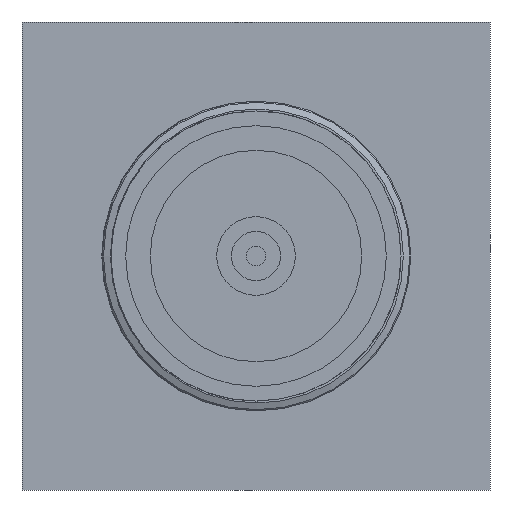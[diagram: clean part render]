
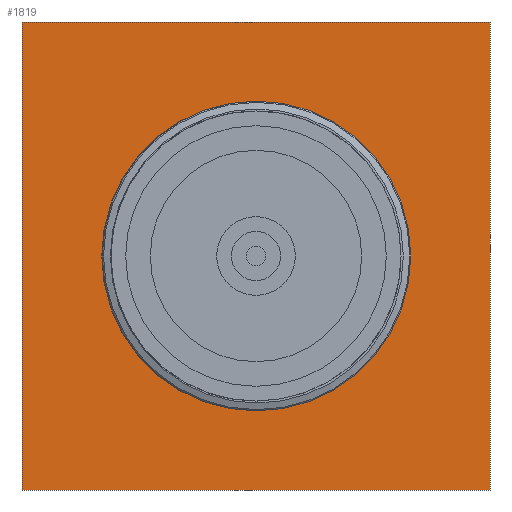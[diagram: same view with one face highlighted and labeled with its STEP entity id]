
A CAD part, left-side view. The second image highlights one B-rep face of the part: STEP entity #1819.
In plain terms, the highlighted planar face has unit normal (-1, 0, 0).
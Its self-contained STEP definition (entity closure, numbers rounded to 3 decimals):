
#1799 = VERTEX_POINT('',#1800);
#1800 = CARTESIAN_POINT('',(-6.56,-3.,1.2));
#1808 = EDGE_CURVE('',#1799,#1799,#1809,.T.);
#1809 = CIRCLE('',#1810,3.);
#1810 = AXIS2_PLACEMENT_3D('',#1811,#1812,#1813);
#1811 = CARTESIAN_POINT('',(-6.56,0.,1.2));
#1812 = DIRECTION('',(-1.,0.,0.));
#1813 = DIRECTION('',(0.,-1.,0.));
#1819 = ADVANCED_FACE('',(#1820,#1854),#1857,.T.);
#1820 = FACE_BOUND('',#1821,.T.);
#1821 = EDGE_LOOP('',(#1822,#1832,#1840,#1848));
#1822 = ORIENTED_EDGE('',*,*,#1823,.T.);
#1823 = EDGE_CURVE('',#1824,#1826,#1828,.T.);
#1824 = VERTEX_POINT('',#1825);
#1825 = CARTESIAN_POINT('',(-6.56,4.76,-3.56));
#1826 = VERTEX_POINT('',#1827);
#1827 = CARTESIAN_POINT('',(-6.56,-4.76,-3.56));
#1828 = LINE('',#1829,#1830);
#1829 = CARTESIAN_POINT('',(-6.56,4.76,-3.56));
#1830 = VECTOR('',#1831,1.);
#1831 = DIRECTION('',(0.,-1.,0.));
#1832 = ORIENTED_EDGE('',*,*,#1833,.T.);
#1833 = EDGE_CURVE('',#1826,#1834,#1836,.T.);
#1834 = VERTEX_POINT('',#1835);
#1835 = CARTESIAN_POINT('',(-6.56,-4.76,5.96));
#1836 = LINE('',#1837,#1838);
#1837 = CARTESIAN_POINT('',(-6.56,-4.76,-3.56));
#1838 = VECTOR('',#1839,1.);
#1839 = DIRECTION('',(0.,0.,1.));
#1840 = ORIENTED_EDGE('',*,*,#1841,.T.);
#1841 = EDGE_CURVE('',#1834,#1842,#1844,.T.);
#1842 = VERTEX_POINT('',#1843);
#1843 = CARTESIAN_POINT('',(-6.56,4.76,5.96));
#1844 = LINE('',#1845,#1846);
#1845 = CARTESIAN_POINT('',(-6.56,-4.76,5.96));
#1846 = VECTOR('',#1847,1.);
#1847 = DIRECTION('',(0.,1.,0.));
#1848 = ORIENTED_EDGE('',*,*,#1849,.T.);
#1849 = EDGE_CURVE('',#1842,#1824,#1850,.T.);
#1850 = LINE('',#1851,#1852);
#1851 = CARTESIAN_POINT('',(-6.56,4.76,5.96));
#1852 = VECTOR('',#1853,1.);
#1853 = DIRECTION('',(0.,0.,-1.));
#1854 = FACE_BOUND('',#1855,.T.);
#1855 = EDGE_LOOP('',(#1856));
#1856 = ORIENTED_EDGE('',*,*,#1808,.F.);
#1857 = PLANE('',#1858);
#1858 = AXIS2_PLACEMENT_3D('',#1859,#1860,#1861);
#1859 = CARTESIAN_POINT('',(-6.56,0.,1.2));
#1860 = DIRECTION('',(-1.,0.,0.));
#1861 = DIRECTION('',(0.,-1.,0.));
